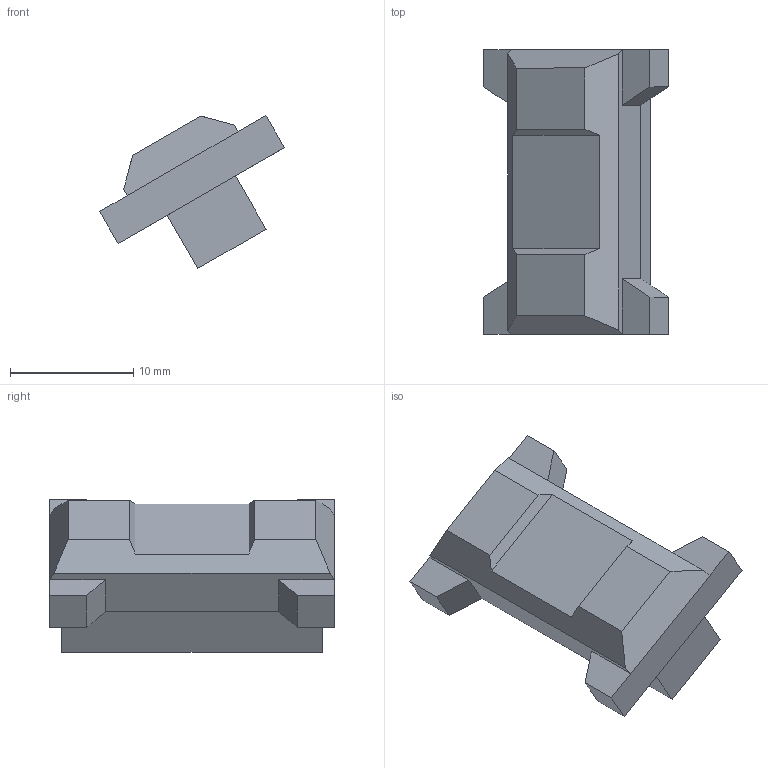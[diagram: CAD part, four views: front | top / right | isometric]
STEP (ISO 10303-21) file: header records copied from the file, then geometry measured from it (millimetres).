
FILE_DESCRIPTION(/* description */ (''),/* implementation_level */ '2;1');
FILE_NAME(/* name */ 'SH_Transparent_Top_L.step',/* time_stamp */ '2023-05-24T11:35:59+08:00',/* author */ (''),/* organization */ (''),/* preprocessor_version */ 'ST-DEVELOPER v19.2',/* originating_system */ 'Autodesk Translation Framework v12.4.0.73',/* authorisation */ '');
FILE_SCHEMA (('AUTOMOTIVE_DESIGN { 1 0 10303 214 3 1 1 }'));
Length unit declared in the file: millimetre
Products named in the file (1): SH_Transparent_Top_L
Bounding box: 15.01 x 23.13 x 12.43 mm (x, y, z)
Volume: 1955.5 mm3; surface area: 1174.6 mm2
Topology: 1 solids, 1 shells, 31 faces, 80 edges, 52 vertices
Faces by surface type: plane 31
Entity records: 962 total; most frequent: CARTESIAN_POINT 164, ORIENTED_EDGE 160, DIRECTION 144, LINE 80, VECTOR 80, EDGE_CURVE 80, VERTEX_POINT 52, EDGE_LOOP 32
